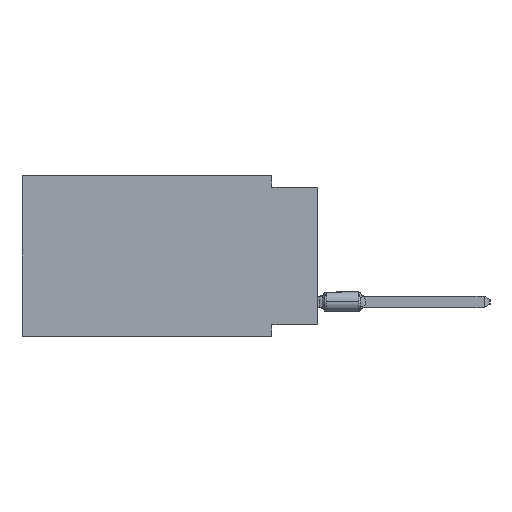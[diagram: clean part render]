
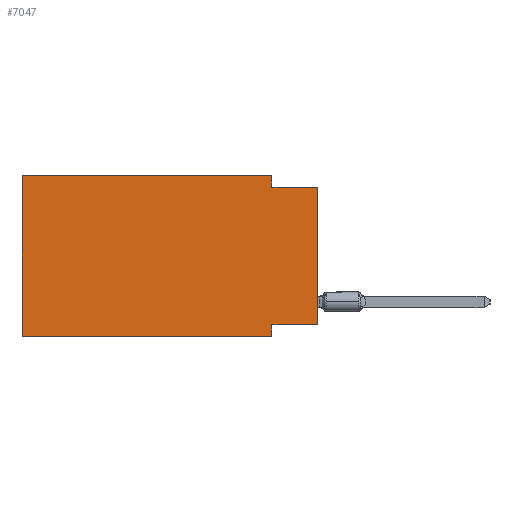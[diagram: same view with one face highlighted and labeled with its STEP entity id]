
A CAD part, left-side view. The second image highlights one B-rep face of the part: STEP entity #7047.
In plain terms, the highlighted planar face has unit normal (-1, 0, 0).
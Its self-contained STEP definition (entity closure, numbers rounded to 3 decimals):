
#539 = CARTESIAN_POINT ( 'NONE',  ( 0., 16.383, -8.89 ) ) ;
#545 = DIRECTION ( 'NONE',  ( 0., -1., 0. ) ) ;
#1315 = DIRECTION ( 'NONE',  ( 0., -1., 0. ) ) ;
#1692 = LINE ( 'NONE', #31790, #12821 ) ;
#1720 = EDGE_CURVE ( 'NONE', #8399, #25763, #29939, .T. ) ;
#2636 = FACE_OUTER_BOUND ( 'NONE', #29576, .T. ) ;
#3339 = VERTEX_POINT ( 'NONE', #4199 ) ;
#3452 = CARTESIAN_POINT ( 'NONE',  ( 0., 16.383, -8.89 ) ) ;
#3455 = CARTESIAN_POINT ( 'NONE',  ( 0., 2.54, -8.89 ) ) ;
#3541 = ORIENTED_EDGE ( 'NONE', *, *, #15584, .F. ) ;
#3664 = ORIENTED_EDGE ( 'NONE', *, *, #7652, .T. ) ;
#4199 = CARTESIAN_POINT ( 'NONE',  ( 0., 2.54, -8.89 ) ) ;
#4339 = DIRECTION ( 'NONE',  ( 0., 0., 1. ) ) ;
#4383 = CARTESIAN_POINT ( 'NONE',  ( 0., 0., -0.635 ) ) ;
#5327 = EDGE_CURVE ( 'NONE', #15169, #28618, #11679, .T. ) ;
#5445 = CARTESIAN_POINT ( 'NONE',  ( 0., 0., -8.255 ) ) ;
#6921 = CARTESIAN_POINT ( 'NONE',  ( 0., 16.383, 0. ) ) ;
#7047 = ADVANCED_FACE ( 'NONE', ( #2636 ), #20121, .F. ) ;
#7652 = EDGE_CURVE ( 'NONE', #10315, #28618, #7803, .T. ) ;
#7700 = VECTOR ( 'NONE', #13888, 1000. ) ;
#7733 = CARTESIAN_POINT ( 'NONE',  ( 0., 16.383, 0. ) ) ;
#7803 = LINE ( 'NONE', #17686, #11392 ) ;
#8179 = VECTOR ( 'NONE', #545, 1000. ) ;
#8348 = ORIENTED_EDGE ( 'NONE', *, *, #22700, .T. ) ;
#8399 = VERTEX_POINT ( 'NONE', #10779 ) ;
#9233 = CARTESIAN_POINT ( 'NONE',  ( 0., 2.54, 0. ) ) ;
#9300 = ORIENTED_EDGE ( 'NONE', *, *, #11621, .F. ) ;
#10079 = DIRECTION ( 'NONE',  ( 0., 0., -1. ) ) ;
#10315 = VERTEX_POINT ( 'NONE', #5445 ) ;
#10331 = DIRECTION ( 'NONE',  ( 0., -1., 0. ) ) ;
#10529 = CARTESIAN_POINT ( 'NONE',  ( 0., 2.54, -8.255 ) ) ;
#10779 = CARTESIAN_POINT ( 'NONE',  ( 0., 16.383, 0. ) ) ;
#11392 = VECTOR ( 'NONE', #27738, 1000. ) ;
#11499 = ORIENTED_EDGE ( 'NONE', *, *, #1720, .F. ) ;
#11611 = LINE ( 'NONE', #14359, #7700 ) ;
#11621 = EDGE_CURVE ( 'NONE', #25763, #15169, #11611, .T. ) ;
#11679 = LINE ( 'NONE', #4383, #31244 ) ;
#11730 = DIRECTION ( 'NONE',  ( 0., 1., 0. ) ) ;
#12367 = DIRECTION ( 'NONE',  ( 1., 0., 0. ) ) ;
#12431 = CARTESIAN_POINT ( 'NONE',  ( 0., 2.54, -0.635 ) ) ;
#12457 = AXIS2_PLACEMENT_3D ( 'NONE', #31950, #12367, #10079 ) ;
#12642 = VERTEX_POINT ( 'NONE', #10529 ) ;
#12821 = VECTOR ( 'NONE', #11730, 1000. ) ;
#13888 = DIRECTION ( 'NONE',  ( 0., 0., -1. ) ) ;
#14359 = CARTESIAN_POINT ( 'NONE',  ( 0., 2.54, 0. ) ) ;
#14362 = VECTOR ( 'NONE', #4339, 1000. ) ;
#14455 = VERTEX_POINT ( 'NONE', #539 ) ;
#15169 = VERTEX_POINT ( 'NONE', #12431 ) ;
#15584 = EDGE_CURVE ( 'NONE', #12642, #3339, #23244, .T. ) ;
#17686 = CARTESIAN_POINT ( 'NONE',  ( 0., 0., 0. ) ) ;
#17874 = DIRECTION ( 'NONE',  ( 0., 0., -1. ) ) ;
#17981 = ORIENTED_EDGE ( 'NONE', *, *, #5327, .F. ) ;
#18743 = VECTOR ( 'NONE', #10331, 1000. ) ;
#20121 = PLANE ( 'NONE',  #12457 ) ;
#21363 = LINE ( 'NONE', #6921, #14362 ) ;
#22511 = VECTOR ( 'NONE', #17874, 1000. ) ;
#22670 = ORIENTED_EDGE ( 'NONE', *, *, #23738, .F. ) ;
#22700 = EDGE_CURVE ( 'NONE', #14455, #3339, #30188, .T. ) ;
#23244 = LINE ( 'NONE', #3455, #22511 ) ;
#23725 = CARTESIAN_POINT ( 'NONE',  ( 0., 0., -0.635 ) ) ;
#23738 = EDGE_CURVE ( 'NONE', #14455, #8399, #21363, .T. ) ;
#25763 = VERTEX_POINT ( 'NONE', #9233 ) ;
#26967 = ORIENTED_EDGE ( 'NONE', *, *, #31685, .F. ) ;
#27738 = DIRECTION ( 'NONE',  ( 0., 0., 1. ) ) ;
#28618 = VERTEX_POINT ( 'NONE', #23725 ) ;
#29576 = EDGE_LOOP ( 'NONE', ( #3664, #17981, #9300, #11499, #22670, #8348, #3541, #26967 ) ) ;
#29939 = LINE ( 'NONE', #7733, #18743 ) ;
#30188 = LINE ( 'NONE', #3452, #8179 ) ;
#31244 = VECTOR ( 'NONE', #1315, 1000. ) ;
#31685 = EDGE_CURVE ( 'NONE', #10315, #12642, #1692, .T. ) ;
#31790 = CARTESIAN_POINT ( 'NONE',  ( 0., 0., -8.255 ) ) ;
#31950 = CARTESIAN_POINT ( 'NONE',  ( 0., 16.383, 0. ) ) ;
